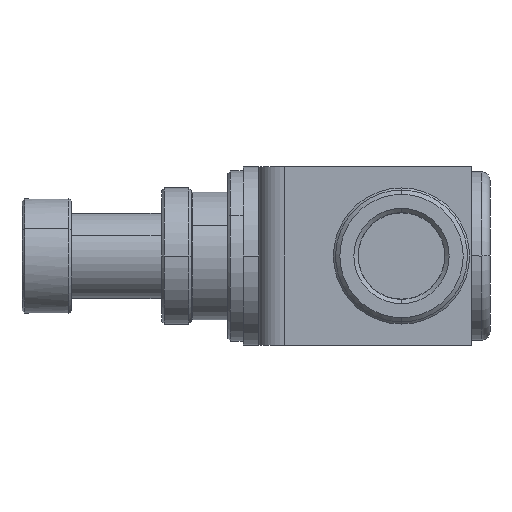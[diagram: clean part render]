
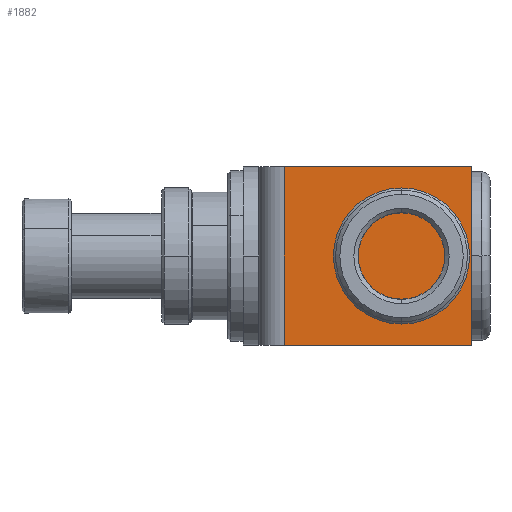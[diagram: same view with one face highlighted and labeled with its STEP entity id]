
A CAD part, left-side view. The second image highlights one B-rep face of the part: STEP entity #1882.
In plain terms, the highlighted planar face has unit normal (-1, 0, 0).
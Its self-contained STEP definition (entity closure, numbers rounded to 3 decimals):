
#1678=CARTESIAN_POINT('Vertex',(-16.9,22.,10.5)) ;
#1685=CARTESIAN_POINT('Vertex',(-16.9,22.,-10.5)) ;
#1688=CARTESIAN_POINT('Line Origine',(-16.9,22.,0.)) ;
#1723=CARTESIAN_POINT('Vertex',(-16.9,0.,-10.5)) ;
#1726=CARTESIAN_POINT('Line Origine',(-16.9,11.,-10.5)) ;
#1859=CARTESIAN_POINT('Axis2P3D Location',(-16.9,0.,0.)) ;
#1864=CARTESIAN_POINT('Line Origine',(-16.9,0.,0.)) ;
#1868=CARTESIAN_POINT('Vertex',(-16.9,0.,10.5)) ;
#1871=CARTESIAN_POINT('Line Origine',(-16.9,11.,10.5)) ;
#1689=DIRECTION('Vector Direction',(0.,0.,1.)) ;
#1727=DIRECTION('Vector Direction',(0.,1.,0.)) ;
#1860=DIRECTION('Axis2P3D Direction',(1.,0.,0.)) ;
#1861=DIRECTION('Axis2P3D XDirection',(0.,1.,0.)) ;
#1865=DIRECTION('Vector Direction',(0.,0.,1.)) ;
#1872=DIRECTION('Vector Direction',(0.,1.,0.)) ;
#1862=AXIS2_PLACEMENT_3D('Plane Axis2P3D',#1859,#1860,#1861) ;
#1877=ORIENTED_EDGE('',*,*,#1692,.F.) ;
#1878=ORIENTED_EDGE('',*,*,#1730,.T.) ;
#1879=ORIENTED_EDGE('',*,*,#1870,.T.) ;
#1880=ORIENTED_EDGE('',*,*,#1875,.F.) ;
#1690=VECTOR('Line Direction',#1689,1.) ;
#1728=VECTOR('Line Direction',#1727,1.) ;
#1866=VECTOR('Line Direction',#1865,1.) ;
#1873=VECTOR('Line Direction',#1872,1.) ;
#1882=ADVANCED_FACE('Corps principal',(#1881),#1863,.F.) ;
#1692=EDGE_CURVE('',#1686,#1679,#1691,.T.) ;
#1730=EDGE_CURVE('',#1686,#1724,#1729,.F.) ;
#1870=EDGE_CURVE('',#1724,#1869,#1867,.T.) ;
#1875=EDGE_CURVE('',#1679,#1869,#1874,.F.) ;
#1876=EDGE_LOOP('',(#1877,#1878,#1879,#1880)) ;
#1881=FACE_OUTER_BOUND('',#1876,.T.) ;
#1691=LINE('Line',#1688,#1690) ;
#1729=LINE('Line',#1726,#1728) ;
#1867=LINE('Line',#1864,#1866) ;
#1874=LINE('Line',#1871,#1873) ;
#1863=PLANE('',#1862) ;
#1679=VERTEX_POINT('',#1678) ;
#1686=VERTEX_POINT('',#1685) ;
#1724=VERTEX_POINT('',#1723) ;
#1869=VERTEX_POINT('',#1868) ;
